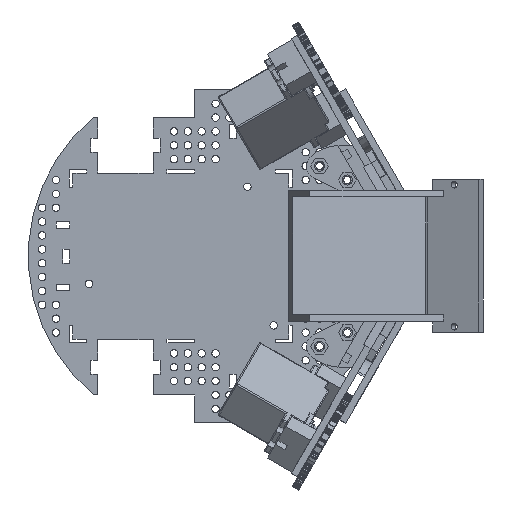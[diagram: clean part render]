
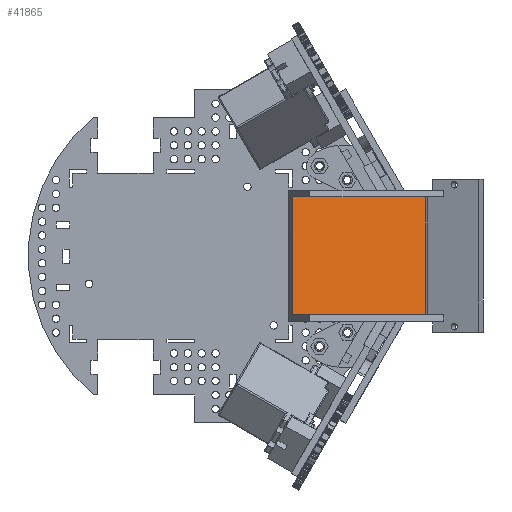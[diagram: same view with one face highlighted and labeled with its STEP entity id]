
A CAD part, top view. The second image highlights one B-rep face of the part: STEP entity #41865.
In plain terms, the highlighted face is planar.
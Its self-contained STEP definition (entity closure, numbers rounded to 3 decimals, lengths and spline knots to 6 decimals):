
#1198=ORIENTED_EDGE('',*,*,#13317,.F.);
#1199=ORIENTED_EDGE('',*,*,#13293,.F.);
#1200=ORIENTED_EDGE('',*,*,#13299,.F.);
#1201=ORIENTED_EDGE('',*,*,#13291,.T.);
#13291=EDGE_CURVE('',#19359,#19347,#23485,.T.);
#13293=EDGE_CURVE('',#19360,#19350,#23487,.T.);
#13299=EDGE_CURVE('',#19359,#19360,#23493,.T.);
#13317=EDGE_CURVE('',#19350,#19347,#23509,.T.);
#19347=VERTEX_POINT('',#58609);
#19350=VERTEX_POINT('',#58616);
#19359=VERTEX_POINT('',#58642);
#19360=VERTEX_POINT('',#58646);
#23485=LINE('',#58641,#28967);
#23487=LINE('',#58645,#28969);
#23493=LINE('',#58657,#28975);
#23509=LINE('',#58690,#28991);
#28967=VECTOR('',#47643,1.);
#28969=VECTOR('',#47647,1.);
#28975=VECTOR('',#47655,1.);
#28991=VECTOR('',#47687,1.);
#34449=EDGE_LOOP('',(#1198,#1199,#1200,#1201));
#37213=FACE_BOUND('',#34449,.T.);
#39972=PLANE('',#44868);
#41865=ADVANCED_FACE('',(#37213),#39972,.T.);
#44868=AXIS2_PLACEMENT_3D('',#58689,#47685,#47686);
#47643=DIRECTION('',(0.,-1.,0.));
#47647=DIRECTION('',(0.,-1.,0.));
#47655=DIRECTION('',(1.,0.,0.));
#47685=DIRECTION('',(0.,0.,1.));
#47686=DIRECTION('',(1.,0.,0.));
#47687=DIRECTION('',(-1.,0.,0.));
#58609=CARTESIAN_POINT('',(-0.027,-0.03,0.005));
#58616=CARTESIAN_POINT('',(0.027,-0.03,0.005));
#58641=CARTESIAN_POINT('',(-0.027,0.035,0.005));
#58642=CARTESIAN_POINT('',(-0.027,0.035,0.005));
#58645=CARTESIAN_POINT('',(0.027,0.035,0.005));
#58646=CARTESIAN_POINT('',(0.027,0.035,0.005));
#58657=CARTESIAN_POINT('',(0.,0.035,0.005));
#58689=CARTESIAN_POINT('',(0.,0.,0.005));
#58690=CARTESIAN_POINT('',(0.027,-0.03,0.005));
